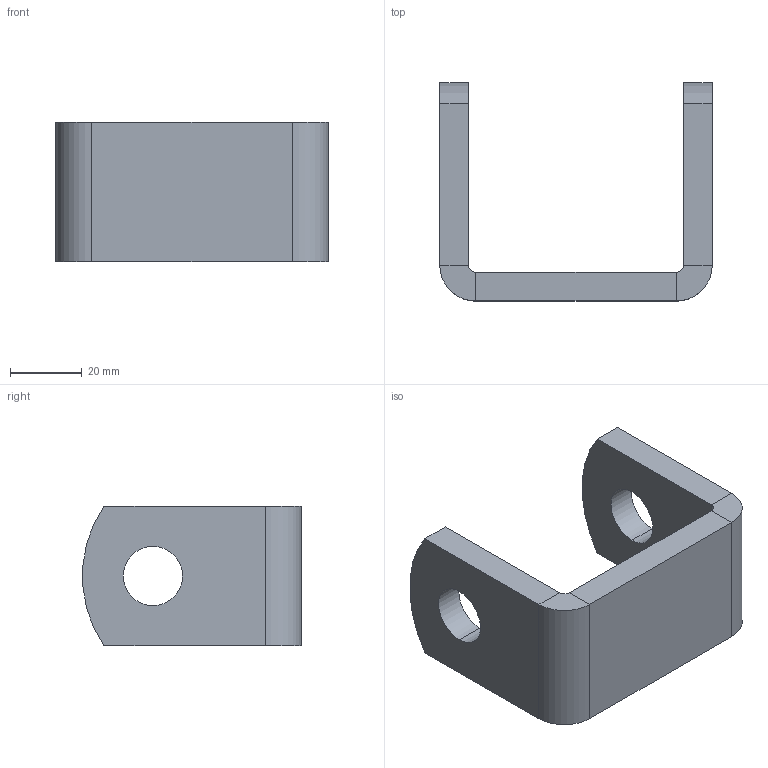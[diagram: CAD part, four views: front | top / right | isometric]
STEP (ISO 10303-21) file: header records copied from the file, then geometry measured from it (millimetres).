
FILE_DESCRIPTION (( 'STEP AP203' ), '1' );
FILE_NAME ('HANGER-F_REV_A.step', '2025-08-17T05:04:23', ( '' ), ( '' ), 'SwSTEP 2.0', 'SolidWorks 2024', '' );
FILE_SCHEMA (( 'CONFIG_CONTROL_DESIGN' ));
Length unit declared in the file: millimetre
Products named in the file (1): HANGER-F_REV_A
Bounding box: 76 x 60.87 x 39 mm (x, y, z)
Volume: 50554.5 mm3; surface area: 16768.3 mm2
Topology: 1 solids, 1 shells, 26 faces, 56 edges, 32 vertices
Faces by surface type: plane 16, cylinder 10
Entity records: 777 total; most frequent: DIRECTION 130, CARTESIAN_POINT 115, ORIENTED_EDGE 112, EDGE_CURVE 56, AXIS2_PLACEMENT_3D 47, LINE 36, VECTOR 36, VERTEX_POINT 32
